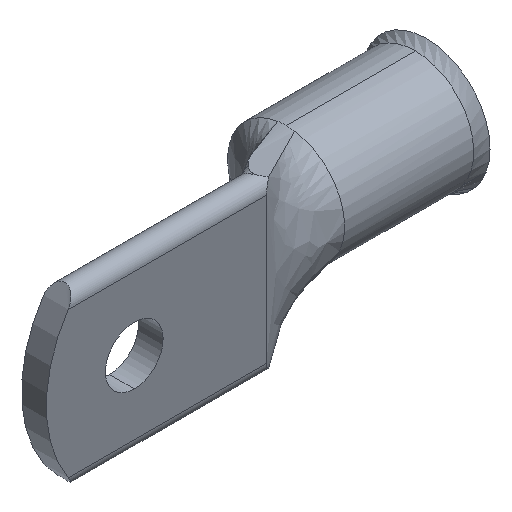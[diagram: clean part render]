
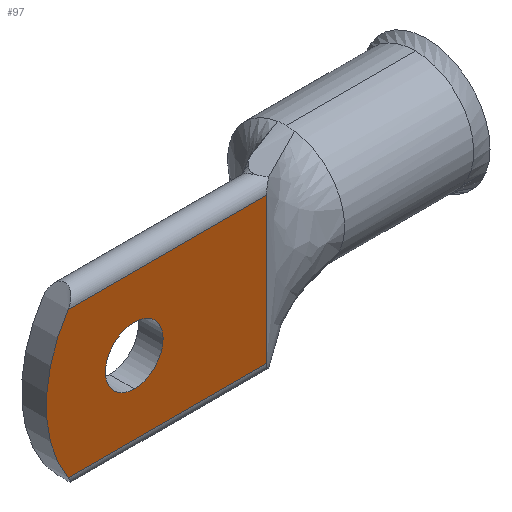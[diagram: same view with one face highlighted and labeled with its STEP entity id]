
A CAD part, isometric view. The second image highlights one B-rep face of the part: STEP entity #97.
In plain terms, the highlighted planar face has unit normal (0, -1, 0).
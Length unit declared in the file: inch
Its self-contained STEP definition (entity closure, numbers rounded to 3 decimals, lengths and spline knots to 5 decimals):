
#97 = ADVANCED_FACE ( 'NONE', ( #238, #2617 ), #1585, .T. ) ;
#109 = CIRCLE ( 'NONE', #1512, 0.105 ) ;
#123 = ORIENTED_EDGE ( 'NONE', *, *, #196, .F. ) ;
#196 = EDGE_CURVE ( 'NONE', #3207, #817, #109, .T. ) ;
#238 = FACE_BOUND ( 'NONE', #3297, .T. ) ;
#358 = ORIENTED_EDGE ( 'NONE', *, *, #1310, .F. ) ;
#390 = VECTOR ( 'NONE', #1594, 39.37008 ) ;
#687 = DIRECTION ( 'NONE',  ( 0., -1., 0. ) ) ;
#817 = VERTEX_POINT ( 'NONE', #4085 ) ;
#919 = DIRECTION ( 'NONE',  ( 0., -1., 0. ) ) ;
#1018 = CIRCLE ( 'NONE', #3069, 0.105 ) ;
#1088 = DIRECTION ( 'NONE',  ( 0., 0., -1. ) ) ;
#1238 = VERTEX_POINT ( 'NONE', #3552 ) ;
#1245 = EDGE_CURVE ( 'NONE', #1238, #2510, #3534, .T. ) ;
#1310 = EDGE_CURVE ( 'NONE', #817, #3207, #1018, .T. ) ;
#1512 = AXIS2_PLACEMENT_3D ( 'NONE', #2548, #919, #3889 ) ;
#1566 = ORIENTED_EDGE ( 'NONE', *, *, #1954, .T. ) ;
#1585 = PLANE ( 'NONE',  #2848 ) ;
#1594 = DIRECTION ( 'NONE',  ( 0., 0., 1. ) ) ;
#1643 = CARTESIAN_POINT ( 'NONE',  ( 0.4, -0.045, 0. ) ) ;
#1954 = EDGE_CURVE ( 'NONE', #2690, #1238, #3565, .T. ) ;
#2109 = CARTESIAN_POINT ( 'NONE',  ( 0.0807, -0.045, 0. ) ) ;
#2127 = CARTESIAN_POINT ( 'NONE',  ( 0.4, -0.045, 0.265 ) ) ;
#2192 = DIRECTION ( 'NONE',  ( 1., 0., 0. ) ) ;
#2299 = ORIENTED_EDGE ( 'NONE', *, *, #1245, .T. ) ;
#2497 = VECTOR ( 'NONE', #2192, 39.37008 ) ;
#2510 = VERTEX_POINT ( 'NONE', #3842 ) ;
#2529 = LINE ( 'NONE', #2844, #3216 ) ;
#2548 = CARTESIAN_POINT ( 'NONE',  ( -0.08, -0.045, 0. ) ) ;
#2608 = DIRECTION ( 'NONE',  ( 0., 0., -1. ) ) ;
#2617 = FACE_OUTER_BOUND ( 'NONE', #3463, .T. ) ;
#2690 = VERTEX_POINT ( 'NONE', #3305 ) ;
#2844 = CARTESIAN_POINT ( 'NONE',  ( -0.32036, -0.045, 0.265 ) ) ;
#2845 = EDGE_CURVE ( 'NONE', #2510, #3680, #4297, .T. ) ;
#2848 = AXIS2_PLACEMENT_3D ( 'NONE', #4288, #3247, #4263 ) ;
#2856 = DIRECTION ( 'NONE',  ( 0., -1., 0. ) ) ;
#2943 = CARTESIAN_POINT ( 'NONE',  ( -0.08, -0.045, 0. ) ) ;
#3069 = AXIS2_PLACEMENT_3D ( 'NONE', #2943, #2856, #2608 ) ;
#3207 = VERTEX_POINT ( 'NONE', #3883 ) ;
#3216 = VECTOR ( 'NONE', #3561, 39.37008 ) ;
#3247 = DIRECTION ( 'NONE',  ( 0., -1., 0. ) ) ;
#3297 = EDGE_LOOP ( 'NONE', ( #123, #358 ) ) ;
#3305 = CARTESIAN_POINT ( 'NONE',  ( -0.32036, -0.045, 0.265 ) ) ;
#3463 = EDGE_LOOP ( 'NONE', ( #1566, #2299, #3528, #3757 ) ) ;
#3528 = ORIENTED_EDGE ( 'NONE', *, *, #2845, .T. ) ;
#3534 = LINE ( 'NONE', #4211, #2497 ) ;
#3552 = CARTESIAN_POINT ( 'NONE',  ( -0.32036, -0.045, -0.265 ) ) ;
#3561 = DIRECTION ( 'NONE',  ( -1., 0., 0. ) ) ;
#3565 = CIRCLE ( 'NONE', #3708, 0.4807 ) ;
#3680 = VERTEX_POINT ( 'NONE', #2127 ) ;
#3708 = AXIS2_PLACEMENT_3D ( 'NONE', #2109, #687, #1088 ) ;
#3757 = ORIENTED_EDGE ( 'NONE', *, *, #3903, .T. ) ;
#3842 = CARTESIAN_POINT ( 'NONE',  ( 0.4, -0.045, -0.265 ) ) ;
#3883 = CARTESIAN_POINT ( 'NONE',  ( -0.08, -0.045, 0.105 ) ) ;
#3889 = DIRECTION ( 'NONE',  ( 0., 0., -1. ) ) ;
#3903 = EDGE_CURVE ( 'NONE', #3680, #2690, #2529, .T. ) ;
#4085 = CARTESIAN_POINT ( 'NONE',  ( -0.08, -0.045, -0.105 ) ) ;
#4211 = CARTESIAN_POINT ( 'NONE',  ( 0.0807, -0.045, -0.265 ) ) ;
#4263 = DIRECTION ( 'NONE',  ( 0., 0., -1. ) ) ;
#4288 = CARTESIAN_POINT ( 'NONE',  ( 0.0807, -0.045, 0. ) ) ;
#4297 = LINE ( 'NONE', #1643, #390 ) ;
